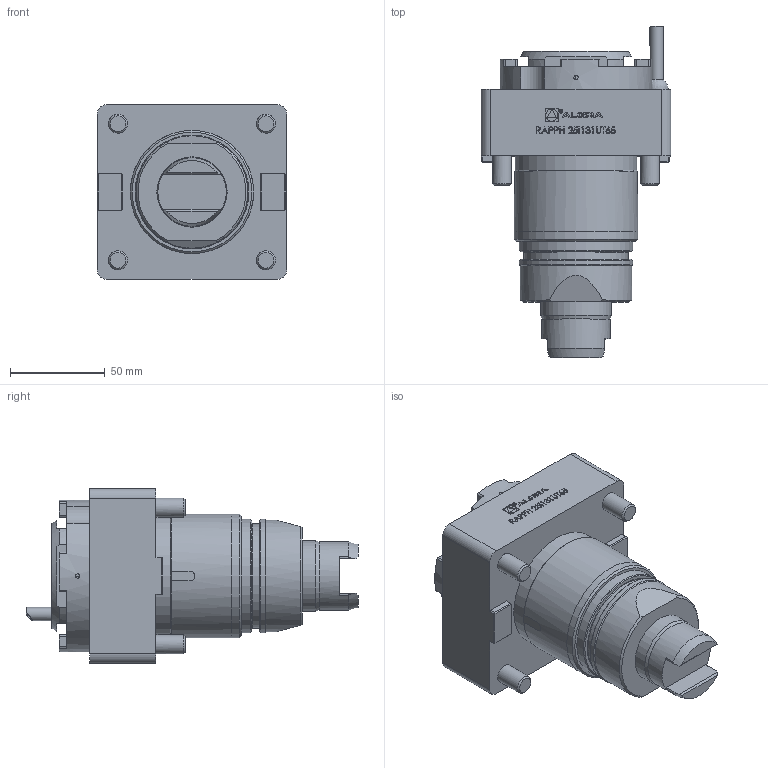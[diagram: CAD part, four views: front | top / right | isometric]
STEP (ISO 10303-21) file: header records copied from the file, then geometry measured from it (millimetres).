
FILE_DESCRIPTION (( 'STEP AP214' ), '1' );
FILE_NAME ('RAPPH25I131UT65.STEP', '2025-07-11T06:39:19', ( '' ), ( '' ), 'SwSTEP 2.0', 'SolidWorks 2023', '' );
FILE_SCHEMA (( 'AUTOMOTIVE_DESIGN' ));
Length unit declared in the file: millimetre
Products named in the file (1): RAPPH25I131UT65
Bounding box: 100 x 175 x 92 mm (x, y, z)
Volume: 669176.1 mm3; surface area: 59524.8 mm2
Topology: 3 solids, 3 shells, 501 faces, 1285 edges, 844 vertices
Faces by surface type: plane 320, cylinder 77, bspline 74, cone 27, torus 2, sphere 1
Full cylindrical faces by diameter (mm): 1.7 x1, 2.1 x1, 4 x1, 6.366 x1, 7 x1, 10 x4, 36 x1, 37 x1, 55 x1, 59 x1, 60 x3, 64 x1, 64.99 x1, 65 x1
Entity records: 22308 total; most frequent: CARTESIAN_POINT 7463, ORIENTED_EDGE 2468, DIRECTION 2092, EDGE_CURVE 1234, VECTOR 840, LINE 840, VERTEX_POINT 827, AXIS2_PLACEMENT_3D 626
